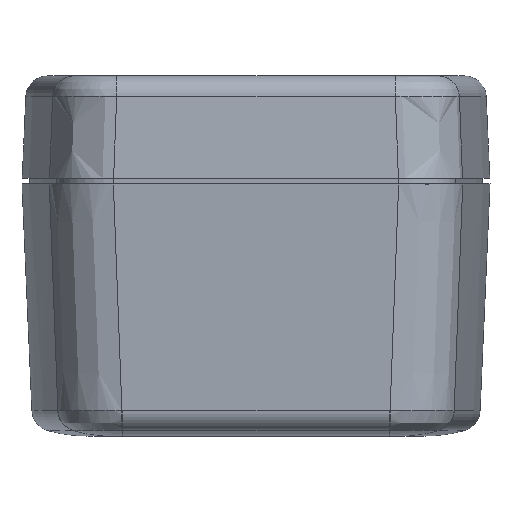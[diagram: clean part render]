
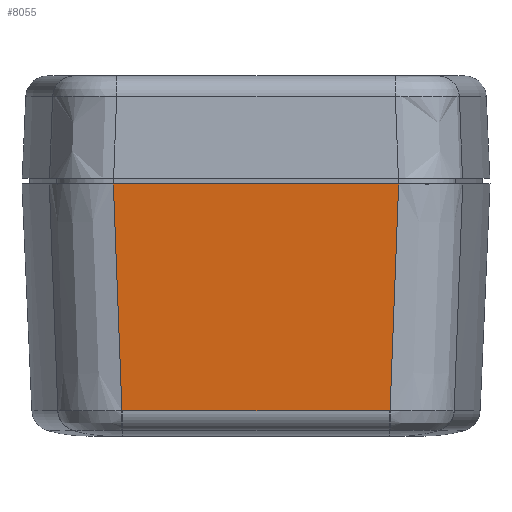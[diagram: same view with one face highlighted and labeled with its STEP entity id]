
A CAD part, left-side view. The second image highlights one B-rep face of the part: STEP entity #8055.
In plain terms, the highlighted face is planar.
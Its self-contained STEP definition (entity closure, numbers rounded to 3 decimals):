
#119 = AXIS2_PLACEMENT_3D ( 'NONE', #15902, #12993, #13428 ) ;
#480 = FACE_OUTER_BOUND ( 'NONE', #21758, .T. ) ;
#1040 = CARTESIAN_POINT ( 'NONE',  ( 58.833, -18.799, -8.275 ) ) ;
#1058 = ORIENTED_EDGE ( 'NONE', *, *, #6544, .T. ) ;
#1368 = CARTESIAN_POINT ( 'NONE',  ( 60., -19.809, -35. ) ) ;
#1850 = B_SPLINE_CURVE_WITH_KNOTS ( 'NONE', 3,
 ( #30293, #1040, #20436, #11101, #5957, #27813, #1368 ),
 .UNSPECIFIED., .F., .F.,
 ( 4, 3, 4 ),
 ( 0.004, 0.018, 0.035 ),
 .UNSPECIFIED. ) ;
#1890 = CARTESIAN_POINT ( 'NONE',  ( 58.626, 18.619, -3.52 ) ) ;
#2286 = CARTESIAN_POINT ( 'NONE',  ( 59.749, 19.592, -29.262 ) ) ;
#4407 = VERTEX_POINT ( 'NONE', #21687 ) ;
#5957 = CARTESIAN_POINT ( 'NONE',  ( 59.499, -19.376, -23.523 ) ) ;
#6544 = EDGE_CURVE ( 'NONE', #26240, #19538, #1850, .T. ) ;
#6757 = EDGE_CURVE ( 'NONE', #16238, #4407, #13106, .T. ) ;
#6898 = CARTESIAN_POINT ( 'NONE',  ( 58.626, 27.5, -3.519 ) ) ;
#7389 = CARTESIAN_POINT ( 'NONE',  ( 58.833, 18.799, -8.275 ) ) ;
#7530 = CARTESIAN_POINT ( 'NONE',  ( 58.626, 18.53, -3.519 ) ) ;
#7600 = CARTESIAN_POINT ( 'NONE',  ( 60., 19.809, -35. ) ) ;
#7604 = CARTESIAN_POINT ( 'NONE',  ( 59.499, 19.376, -23.523 ) ) ;
#8055 = ADVANCED_FACE ( 'NONE', ( #480 ), #22743, .T. ) ;
#8561 = EDGE_CURVE ( 'NONE', #19538, #31050, #22217, .T. ) ;
#9282 = DIRECTION ( 'NONE',  ( 0., -1., 0. ) ) ;
#9850 = EDGE_CURVE ( 'NONE', #4407, #26240, #11330, .T. ) ;
#9965 = CARTESIAN_POINT ( 'NONE',  ( 59.248, 19.159, -17.785 ) ) ;
#11101 = CARTESIAN_POINT ( 'NONE',  ( 59.248, -19.159, -17.785 ) ) ;
#11330 = B_SPLINE_CURVE_WITH_KNOTS ( 'NONE', 3,
 ( #16460, #21475, #11834, #31313 ),
 .UNSPECIFIED., .F., .F.,
 ( 4, 4 ),
 ( 0., 0. ),
 .UNSPECIFIED. ) ;
#11834 = CARTESIAN_POINT ( 'NONE',  ( 58.626, -18.574, -3.519 ) ) ;
#12552 = ORIENTED_EDGE ( 'NONE', *, *, #9850, .T. ) ;
#12993 = DIRECTION ( 'NONE',  ( 0.999, 0., 0.044 ) ) ;
#13106 = LINE ( 'NONE', #6898, #15794 ) ;
#13428 = DIRECTION ( 'NONE',  ( 0.044, 0., -0.999 ) ) ;
#14590 = CARTESIAN_POINT ( 'NONE',  ( 59.041, 18.979, -13.03 ) ) ;
#14837 = CARTESIAN_POINT ( 'NONE',  ( 58.626, 18.574, -3.519 ) ) ;
#15120 = CARTESIAN_POINT ( 'NONE',  ( 60., 27.5, -35. ) ) ;
#15734 = VECTOR ( 'NONE', #27431, 1000. ) ;
#15741 = CARTESIAN_POINT ( 'NONE',  ( 60., -19.809, -35. ) ) ;
#15794 = VECTOR ( 'NONE', #9282, 1000. ) ;
#15902 = CARTESIAN_POINT ( 'NONE',  ( 60., 27.5, -35. ) ) ;
#16238 = VERTEX_POINT ( 'NONE', #31312 ) ;
#16251 = VERTEX_POINT ( 'NONE', #1890 ) ;
#16460 = CARTESIAN_POINT ( 'NONE',  ( 58.626, -18.485, -3.519 ) ) ;
#16591 = ORIENTED_EDGE ( 'NONE', *, *, #8561, .T. ) ;
#17239 = ORIENTED_EDGE ( 'NONE', *, *, #28909, .T. ) ;
#19538 = VERTEX_POINT ( 'NONE', #15741 ) ;
#19663 = CARTESIAN_POINT ( 'NONE',  ( 58.626, 18.619, -3.52 ) ) ;
#19762 = CARTESIAN_POINT ( 'NONE',  ( 58.626, 18.485, -3.519 ) ) ;
#20436 = CARTESIAN_POINT ( 'NONE',  ( 59.041, -18.979, -13.03 ) ) ;
#21475 = CARTESIAN_POINT ( 'NONE',  ( 58.626, -18.53, -3.519 ) ) ;
#21687 = CARTESIAN_POINT ( 'NONE',  ( 58.626, -18.485, -3.519 ) ) ;
#21758 = EDGE_LOOP ( 'NONE', ( #25423, #12552, #1058, #16591, #28967, #17239 ) ) ;
#22217 = LINE ( 'NONE', #15120, #15734 ) ;
#22271 = B_SPLINE_CURVE_WITH_KNOTS ( 'NONE', 3,
 ( #29481, #2286, #7604, #9965, #14590, #7389, #26802 ),
 .UNSPECIFIED., .F., .F.,
 ( 4, 3, 4 ),
 ( 0., 0.017, 0.032 ),
 .UNSPECIFIED. ) ;
#22743 = PLANE ( 'NONE',  #119 ) ;
#25423 = ORIENTED_EDGE ( 'NONE', *, *, #6757, .T. ) ;
#25469 = EDGE_CURVE ( 'NONE', #31050, #16251, #22271, .T. ) ;
#26240 = VERTEX_POINT ( 'NONE', #30411 ) ;
#26802 = CARTESIAN_POINT ( 'NONE',  ( 58.626, 18.619, -3.52 ) ) ;
#27431 = DIRECTION ( 'NONE',  ( 0., 1., 0. ) ) ;
#27712 = B_SPLINE_CURVE_WITH_KNOTS ( 'NONE', 3,
 ( #19663, #14837, #7530, #19762 ),
 .UNSPECIFIED., .F., .F.,
 ( 4, 4 ),
 ( 0., 0. ),
 .UNSPECIFIED. ) ;
#27813 = CARTESIAN_POINT ( 'NONE',  ( 59.749, -19.592, -29.262 ) ) ;
#28909 = EDGE_CURVE ( 'NONE', #16251, #16238, #27712, .T. ) ;
#28967 = ORIENTED_EDGE ( 'NONE', *, *, #25469, .T. ) ;
#29481 = CARTESIAN_POINT ( 'NONE',  ( 60., 19.809, -35. ) ) ;
#30293 = CARTESIAN_POINT ( 'NONE',  ( 58.626, -18.619, -3.52 ) ) ;
#30411 = CARTESIAN_POINT ( 'NONE',  ( 58.626, -18.619, -3.52 ) ) ;
#31050 = VERTEX_POINT ( 'NONE', #7600 ) ;
#31312 = CARTESIAN_POINT ( 'NONE',  ( 58.626, 18.485, -3.519 ) ) ;
#31313 = CARTESIAN_POINT ( 'NONE',  ( 58.626, -18.619, -3.52 ) ) ;
